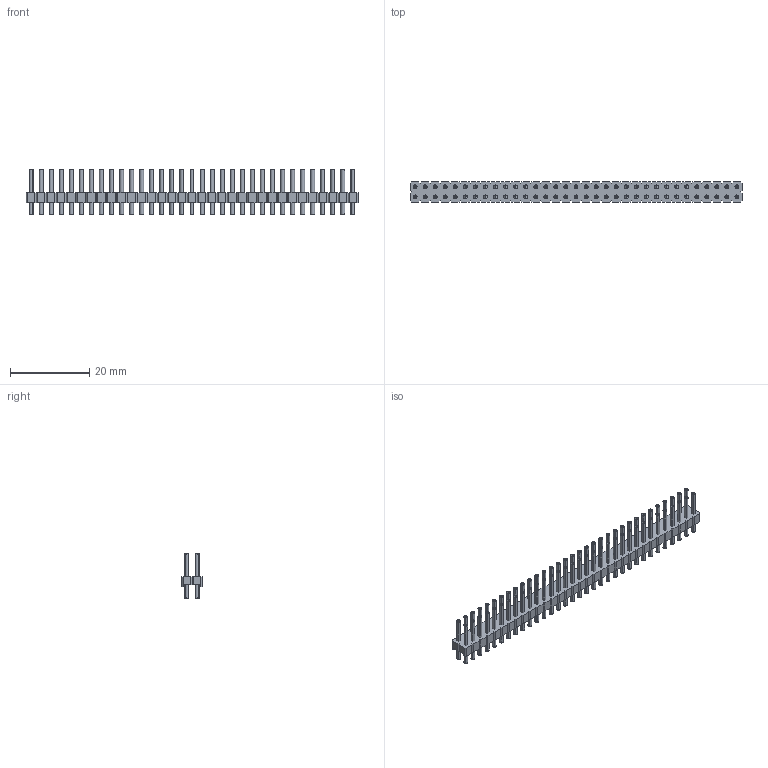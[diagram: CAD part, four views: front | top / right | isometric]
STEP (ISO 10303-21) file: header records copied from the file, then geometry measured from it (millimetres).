
FILE_DESCRIPTION(/* description */ ('-'),/* implementation_level */ '2;1');
FILE_NAME(/* name */ 'Stiftleiste, RM 2,54 mm - 6-3 mm, gerade - 2 x 33 - schwarz',/* time_stamp */ '2022-04-18T17:28:00+02:00',/* author */ ('c.wilms'),/* organization */ ('-'),/* preprocessor_version */ 'ST-DEVELOPER v16.7',/* originating_system */ 'Solid Edge',/* authorisation */ 'Unknown');
FILE_SCHEMA (('AUTOMOTIVE_DESIGN {1 0 10303 214 3 1 1}'));
Length unit declared in the file: millimetre
Products named in the file (3): Stiftleiste, RM 2,54 mm - 6-3 mm, gerade - 2 x 33 - schwarz; Stiftleiste, RM 2,54 mm - Stift -  6-3 mm, gerade; Stiftleiste, RM 2,54 mm - Träger - 2 x 33 - schwarz
Assembly tree (67 placements, depth 2):
  Stiftleiste, RM 2,54 mm - 6-3 mm, gerade - 2 x 33 - schwarz
    Stiftleiste, RM 2,54 mm - Stift -  6-3 mm, gerade  x66
    Stiftleiste, RM 2,54 mm - Träger - 2 x 33 - schwarz
Bounding box: 83.82 x 5.08 x 11.54 mm (x, y, z)
Volume: 1152.5 mm3; surface area: 5961.8 mm2
Topology: 67 solids, 133 shells, 1994 faces, 5580 edges, 3720 vertices
Faces by surface type: plane 1400, cylinder 594
Full cylindrical faces by diameter (mm): 1 x66
Entity records: 26370 total; most frequent: CARTESIAN_POINT 4601, ORIENTED_EDGE 4526, DIRECTION 4464, EDGE_CURVE 2264, LINE 1718, VECTOR 1718, VERTEX_POINT 1510, AXIS2_PLACEMENT_3D 1373
